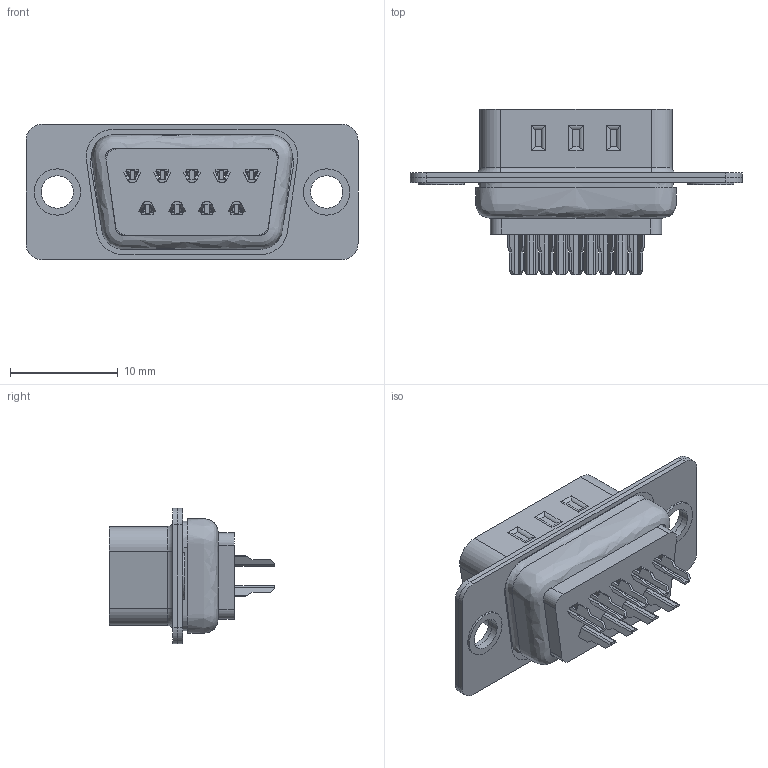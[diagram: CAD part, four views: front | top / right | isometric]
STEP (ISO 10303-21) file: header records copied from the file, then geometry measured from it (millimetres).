
FILE_DESCRIPTION( ( 'Unknown' ), '1' );
FILE_NAME( '61800924823.stp', 'Unknown', ( 'Unknown' ), ( 'Unknown' ), 'PSStep 21.0.46', 'Unknown', ' ' );
FILE_SCHEMA( ( 'AUTOMOTIVE_DESIGN { 1 0 10303 214 1 1 1 1 }' ) );
Length unit declared in the file: millimetre
Products named in the file (5): Assem1; 61800924823_SHIELDING1; 61800924823; 6180xx24823_PIN; 61800924823_SHIELDING2
Assembly tree (12 placements, depth 2):
  Assem1
    61800924823_SHIELDING1
    61800924823
    6180xx24823_PIN  x9
    61800924823_SHIELDING2
Bounding box: 30.8 x 15.35 x 12.55 mm (x, y, z)
Volume: 1007.7 mm3; surface area: 3250.2 mm2
Topology: 11 solids, 12 shells, 664 faces, 1841 edges, 1208 vertices
Faces by surface type: plane 424, cylinder 180, bspline 39, torus 21
Full cylindrical faces by diameter (mm): 1 x9, 3 x4, 4.3 x2
Entity records: 18634 total; most frequent: CARTESIAN_POINT 10160, DIRECTION 1297, ORIENTED_EDGE 1278, EDGE_CURVE 639, AXIS2_PLACEMENT_3D 455, VERTEX_POINT 432, LINE 387, VECTOR 387
